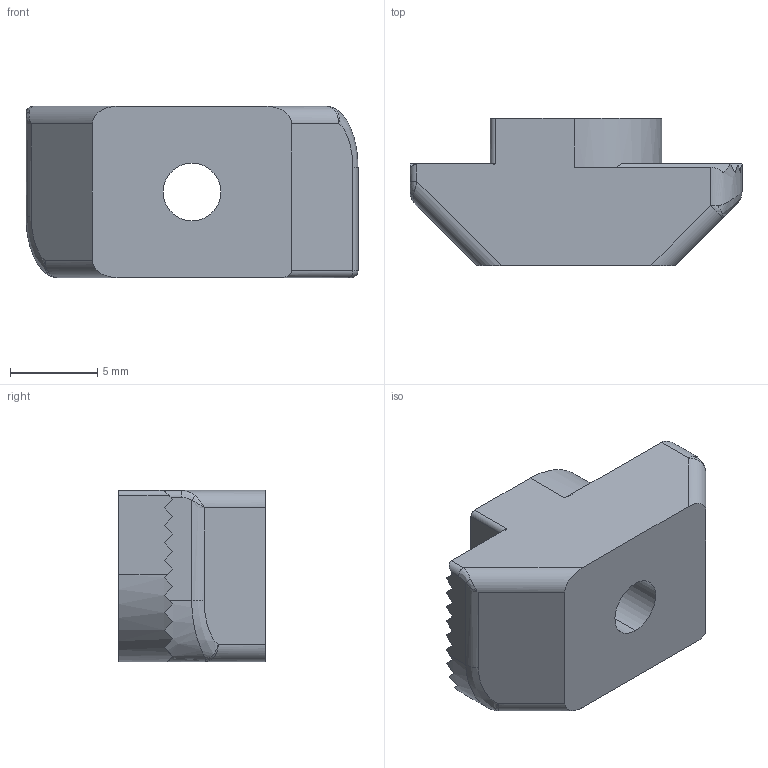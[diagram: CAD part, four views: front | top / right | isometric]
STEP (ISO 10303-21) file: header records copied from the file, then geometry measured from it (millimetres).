
FILE_DESCRIPTION (( 'STEP AP203' ), '1' );
FILE_NAME ('084.302.062.STEP', '2018-03-13T09:13:41', ( '' ), ( '' ), 'SwSTEP 2.0', 'SolidWorks 2016', '' );
FILE_SCHEMA (( 'CONFIG_CONTROL_DESIGN' ));
Length unit declared in the file: millimetre
Products named in the file (1): 084.302.062
Bounding box: 19 x 8.4 x 9.8 mm (x, y, z)
Volume: 1053.1 mm3; surface area: 814.3 mm2
Topology: 1 solids, 1 shells, 73 faces, 205 edges, 131 vertices
Faces by surface type: plane 50, cylinder 13, bspline 9, torus 1
Entity records: 3423 total; most frequent: CARTESIAN_POINT 1665, ORIENTED_EDGE 404, DIRECTION 280, EDGE_CURVE 202, VERTEX_POINT 131, VECTOR 120, LINE 120, AXIS2_PLACEMENT_3D 80
